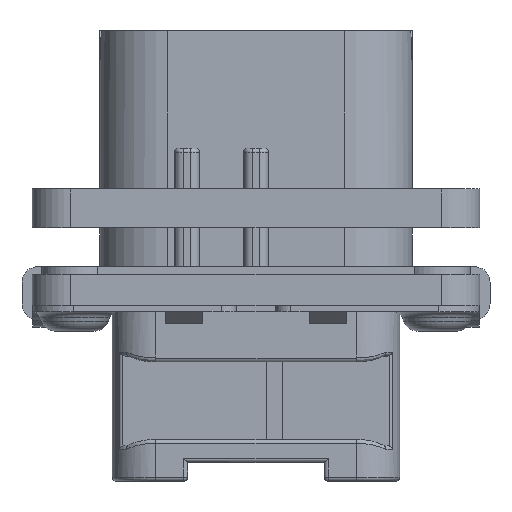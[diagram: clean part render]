
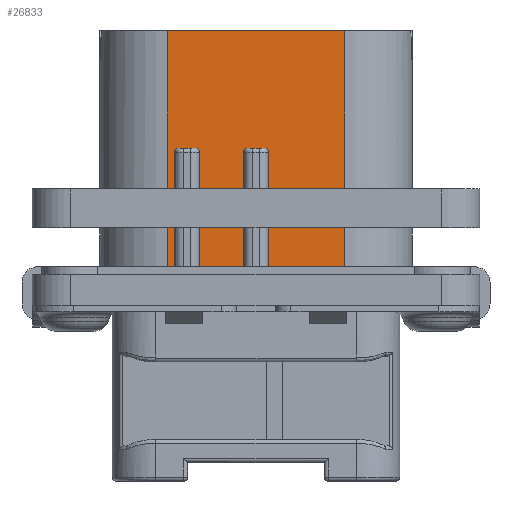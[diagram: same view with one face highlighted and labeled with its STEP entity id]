
A CAD part, front view. The second image highlights one B-rep face of the part: STEP entity #26833.
In plain terms, the highlighted planar face has unit normal (0, -1, 0).
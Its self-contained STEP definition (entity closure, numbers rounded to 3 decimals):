
#1390=DIRECTION('',(1.,0.,0.));
#1391=VECTOR('',#1390,11.4);
#1392=CARTESIAN_POINT('',(-5.7,-9.,17.67));
#1393=LINE('',#1392,#1391);
#1609=DIRECTION('',(0.,0.,1.));
#1610=VECTOR('',#1609,7.87);
#1611=CARTESIAN_POINT('',(-3.65,-9.,2.));
#1612=LINE('',#1611,#1610);
#1613=DIRECTION('',(1.,0.,0.));
#1614=VECTOR('',#1613,1.1);
#1615=CARTESIAN_POINT('',(-5.,-9.,10.12));
#1616=LINE('',#1615,#1614);
#1617=DIRECTION('',(0.,0.,1.));
#1618=VECTOR('',#1617,7.87);
#1619=CARTESIAN_POINT('',(-5.25,-9.,2.));
#1620=LINE('',#1619,#1618);
#1621=DIRECTION('',(0.,0.,-1.));
#1622=VECTOR('',#1621,15.67);
#1623=CARTESIAN_POINT('',(-5.7,-9.,17.67));
#1624=LINE('',#1623,#1622);
#1625=DIRECTION('',(0.,0.,-1.));
#1626=VECTOR('',#1625,15.67);
#1627=CARTESIAN_POINT('',(5.7,-9.,17.67));
#1628=LINE('',#1627,#1626);
#1629=DIRECTION('',(0.,0.,1.));
#1630=VECTOR('',#1629,7.87);
#1631=CARTESIAN_POINT('',(0.8,-9.,2.));
#1632=LINE('',#1631,#1630);
#1633=DIRECTION('',(1.,0.,0.));
#1634=VECTOR('',#1633,1.1);
#1635=CARTESIAN_POINT('',(-0.55,-9.,10.12));
#1636=LINE('',#1635,#1634);
#1637=DIRECTION('',(0.,0.,1.));
#1638=VECTOR('',#1637,7.87);
#1639=CARTESIAN_POINT('',(-0.8,-9.,2.));
#1640=LINE('',#1639,#1638);
#1654=CARTESIAN_POINT('',(-3.9,-9.,9.87));
#1655=DIRECTION('',(0.,1.,0.));
#1656=DIRECTION('',(0.,0.,1.));
#1657=AXIS2_PLACEMENT_3D('',#1654,#1655,#1656);
#1737=DIRECTION('',(1.,0.,0.));
#1738=VECTOR('',#1737,2.85);
#1739=CARTESIAN_POINT('',(-3.65,-9.,2.));
#1740=LINE('',#1739,#1738);
#1753=CARTESIAN_POINT('',(-0.55,-9.,9.87));
#1754=DIRECTION('',(0.,1.,0.));
#1755=DIRECTION('',(-1.,0.,0.));
#1756=AXIS2_PLACEMENT_3D('',#1753,#1754,#1755);
#1785=CARTESIAN_POINT('',(0.55,-9.,9.87));
#1786=DIRECTION('',(0.,1.,0.));
#1787=DIRECTION('',(0.,0.,1.));
#1788=AXIS2_PLACEMENT_3D('',#1785,#1786,#1787);
#1806=DIRECTION('',(1.,0.,0.));
#1807=VECTOR('',#1806,4.9);
#1808=CARTESIAN_POINT('',(0.8,-9.,2.));
#1809=LINE('',#1808,#1807);
#4359=DIRECTION('',(1.,0.,0.));
#4360=VECTOR('',#4359,0.45);
#4361=CARTESIAN_POINT('',(-5.7,-9.,2.));
#4362=LINE('',#4361,#4360);
#10574=CARTESIAN_POINT('',(-5.,-9.,9.87));
#10575=DIRECTION('',(0.,1.,0.));
#10576=DIRECTION('',(-1.,0.,0.));
#10577=AXIS2_PLACEMENT_3D('',#10574,#10575,#10576);
#21323=CARTESIAN_POINT('',(-5.7,-9.,17.67));
#21324=CARTESIAN_POINT('',(-5.7,-9.,2.));
#21325=VERTEX_POINT('',#21323);
#21326=VERTEX_POINT('',#21324);
#21327=CARTESIAN_POINT('',(5.7,-9.,17.67));
#21328=CARTESIAN_POINT('',(5.7,-9.,2.));
#21329=VERTEX_POINT('',#21327);
#21330=VERTEX_POINT('',#21328);
#23248=CARTESIAN_POINT('',(-5.25,-9.,2.));
#23249=VERTEX_POINT('',#23248);
#23250=CARTESIAN_POINT('',(-3.65,-9.,2.));
#23251=CARTESIAN_POINT('',(-0.8,-9.,2.));
#23252=VERTEX_POINT('',#23250);
#23253=VERTEX_POINT('',#23251);
#23254=CARTESIAN_POINT('',(0.8,-9.,2.));
#23255=VERTEX_POINT('',#23254);
#23345=CARTESIAN_POINT('',(-3.65,-9.,9.87));
#23347=VERTEX_POINT('',#23345);
#23349=CARTESIAN_POINT('',(-3.9,-9.,10.12));
#23351=VERTEX_POINT('',#23349);
#23364=CARTESIAN_POINT('',(-5.,-9.,10.12));
#23365=VERTEX_POINT('',#23364);
#23366=CARTESIAN_POINT('',(-5.25,-9.,9.87));
#23367=VERTEX_POINT('',#23366);
#23369=CARTESIAN_POINT('',(0.8,-9.,9.87));
#23371=VERTEX_POINT('',#23369);
#23373=CARTESIAN_POINT('',(0.55,-9.,10.12));
#23375=VERTEX_POINT('',#23373);
#23388=CARTESIAN_POINT('',(-0.55,-9.,10.12));
#23389=VERTEX_POINT('',#23388);
#23390=CARTESIAN_POINT('',(-0.8,-9.,9.87));
#23391=VERTEX_POINT('',#23390);
#26796=CARTESIAN_POINT('',(-10.05,-9.,2.));
#26797=DIRECTION('',(0.,-1.,0.));
#26798=DIRECTION('',(1.,0.,0.));
#26799=AXIS2_PLACEMENT_3D('',#26796,#26797,#26798);
#26800=PLANE('',#26799);
#26802=ORIENTED_EDGE('',*,*,#26801,.T.);
#26804=ORIENTED_EDGE('',*,*,#26803,.F.);
#26806=ORIENTED_EDGE('',*,*,#26805,.F.);
#26808=ORIENTED_EDGE('',*,*,#26807,.F.);
#26810=ORIENTED_EDGE('',*,*,#26809,.F.);
#26812=ORIENTED_EDGE('',*,*,#26811,.F.);
#26814=ORIENTED_EDGE('',*,*,#26813,.F.);
#26815=ORIENTED_EDGE('',*,*,#26683,.T.);
#26816=ORIENTED_EDGE('',*,*,#26593,.T.);
#26818=ORIENTED_EDGE('',*,*,#26817,.F.);
#26820=ORIENTED_EDGE('',*,*,#26819,.T.);
#26822=ORIENTED_EDGE('',*,*,#26821,.F.);
#26824=ORIENTED_EDGE('',*,*,#26823,.F.);
#26826=ORIENTED_EDGE('',*,*,#26825,.F.);
#26828=ORIENTED_EDGE('',*,*,#26827,.F.);
#26830=ORIENTED_EDGE('',*,*,#26829,.F.);
#26831=EDGE_LOOP('',(#26802,#26804,#26806,#26808,#26810,#26812,#26814,#26815,
#26816,#26818,#26820,#26822,#26824,#26826,#26828,#26830));
#26832=FACE_OUTER_BOUND('',#26831,.F.);
#26833=ADVANCED_FACE('',(#26832),#26800,.T.);
#1658=CIRCLE('',#1657,0.25);
#1757=CIRCLE('',#1756,0.25);
#1789=CIRCLE('',#1788,0.25);
#10578=CIRCLE('',#10577,0.25);
#26593=EDGE_CURVE('',#21329,#21330,#1628,.T.);
#26683=EDGE_CURVE('',#21325,#21329,#1393,.T.);
#26801=EDGE_CURVE('',#23252,#23347,#1612,.T.);
#26803=EDGE_CURVE('',#23351,#23347,#1658,.T.);
#26805=EDGE_CURVE('',#23365,#23351,#1616,.T.);
#26807=EDGE_CURVE('',#23367,#23365,#10578,.T.);
#26809=EDGE_CURVE('',#23249,#23367,#1620,.T.);
#26811=EDGE_CURVE('',#21326,#23249,#4362,.T.);
#26813=EDGE_CURVE('',#21325,#21326,#1624,.T.);
#26817=EDGE_CURVE('',#23255,#21330,#1809,.T.);
#26819=EDGE_CURVE('',#23255,#23371,#1632,.T.);
#26821=EDGE_CURVE('',#23375,#23371,#1789,.T.);
#26823=EDGE_CURVE('',#23389,#23375,#1636,.T.);
#26825=EDGE_CURVE('',#23391,#23389,#1757,.T.);
#26827=EDGE_CURVE('',#23253,#23391,#1640,.T.);
#26829=EDGE_CURVE('',#23252,#23253,#1740,.T.);
